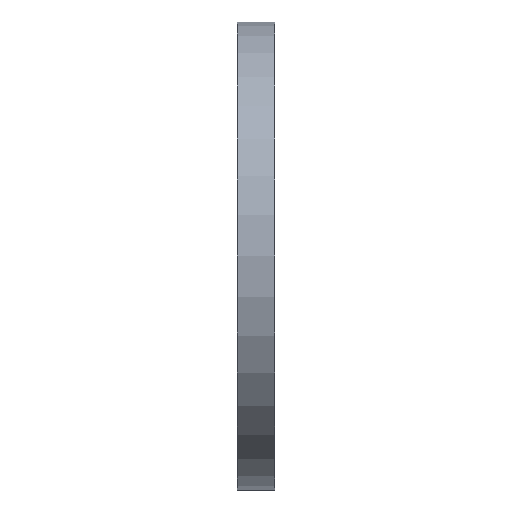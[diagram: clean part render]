
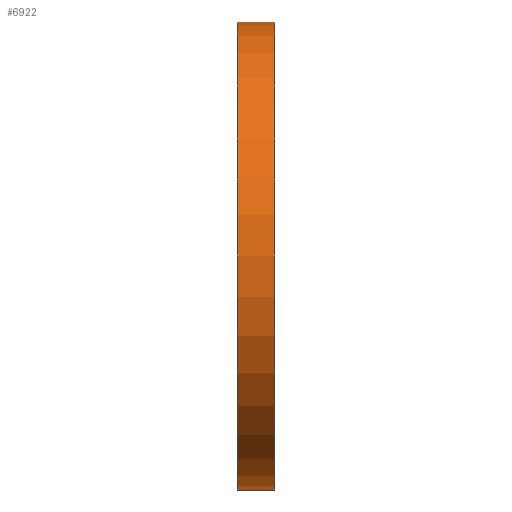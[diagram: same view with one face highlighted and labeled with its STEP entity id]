
A CAD part, left-side view. The second image highlights one B-rep face of the part: STEP entity #6922.
In plain terms, the highlighted cylindrical face has radius 50 mm (diameter 100 mm), a partial arc.
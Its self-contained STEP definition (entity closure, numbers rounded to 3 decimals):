
#241 = AXIS2_PLACEMENT_3D ( 'NONE', #10735, #12705, #10777 ) ;
#859 = DIRECTION ( 'NONE',  ( 0., -1., 0. ) ) ;
#950 = CYLINDRICAL_SURFACE ( 'NONE', #4615, 50. ) ;
#1158 = DIRECTION ( 'NONE',  ( 0., -1., 0. ) ) ;
#2195 = CARTESIAN_POINT ( 'NONE',  ( 0., 8., -50. ) ) ;
#2686 = CARTESIAN_POINT ( 'NONE',  ( 0., 0., 0. ) ) ;
#2720 = VERTEX_POINT ( 'NONE', #11717 ) ;
#2851 = CARTESIAN_POINT ( 'NONE',  ( 0., 8., 0. ) ) ;
#3147 = VERTEX_POINT ( 'NONE', #2195 ) ;
#3651 = CARTESIAN_POINT ( 'NONE',  ( 0., 8., -50. ) ) ;
#4615 = AXIS2_PLACEMENT_3D ( 'NONE', #2851, #1158, #8092 ) ;
#5198 = ORIENTED_EDGE ( 'NONE', *, *, #11049, .T. ) ;
#5382 = ORIENTED_EDGE ( 'NONE', *, *, #10467, .F. ) ;
#5451 = FACE_OUTER_BOUND ( 'NONE', #8121, .T. ) ;
#5509 = DIRECTION ( 'NONE',  ( 0., 0., 1. ) ) ;
#5656 = VERTEX_POINT ( 'NONE', #6358 ) ;
#6358 = CARTESIAN_POINT ( 'NONE',  ( 0., 0., -50. ) ) ;
#6786 = VECTOR ( 'NONE', #859, 1000. ) ;
#6899 = DIRECTION ( 'NONE',  ( 0., -1., 0. ) ) ;
#6922 = ADVANCED_FACE ( 'NONE', ( #5451 ), #950, .T. ) ;
#7173 = ORIENTED_EDGE ( 'NONE', *, *, #12035, .T. ) ;
#7452 = DIRECTION ( 'NONE',  ( 0., 1., 0. ) ) ;
#7846 = CARTESIAN_POINT ( 'NONE',  ( 0., 8., 50. ) ) ;
#8092 = DIRECTION ( 'NONE',  ( 0., 0., -1. ) ) ;
#8121 = EDGE_LOOP ( 'NONE', ( #10285, #5382, #7173, #5198 ) ) ;
#8581 = VERTEX_POINT ( 'NONE', #11371 ) ;
#8956 = CIRCLE ( 'NONE', #9121, 50. ) ;
#9099 = LINE ( 'NONE', #3651, #9861 ) ;
#9121 = AXIS2_PLACEMENT_3D ( 'NONE', #2686, #7452, #5509 ) ;
#9861 = VECTOR ( 'NONE', #6899, 1000. ) ;
#9886 = CIRCLE ( 'NONE', #241, 50. ) ;
#10285 = ORIENTED_EDGE ( 'NONE', *, *, #10457, .F. ) ;
#10457 = EDGE_CURVE ( 'NONE', #2720, #8581, #10803, .T. ) ;
#10467 = EDGE_CURVE ( 'NONE', #3147, #2720, #9886, .T. ) ;
#10735 = CARTESIAN_POINT ( 'NONE',  ( 0., 8., 0. ) ) ;
#10777 = DIRECTION ( 'NONE',  ( 0., 0., 1. ) ) ;
#10803 = LINE ( 'NONE', #7846, #6786 ) ;
#11049 = EDGE_CURVE ( 'NONE', #5656, #8581, #8956, .T. ) ;
#11371 = CARTESIAN_POINT ( 'NONE',  ( 0., 0., 50. ) ) ;
#11717 = CARTESIAN_POINT ( 'NONE',  ( 0., 8., 50. ) ) ;
#12035 = EDGE_CURVE ( 'NONE', #3147, #5656, #9099, .T. ) ;
#12705 = DIRECTION ( 'NONE',  ( 0., 1., 0. ) ) ;
